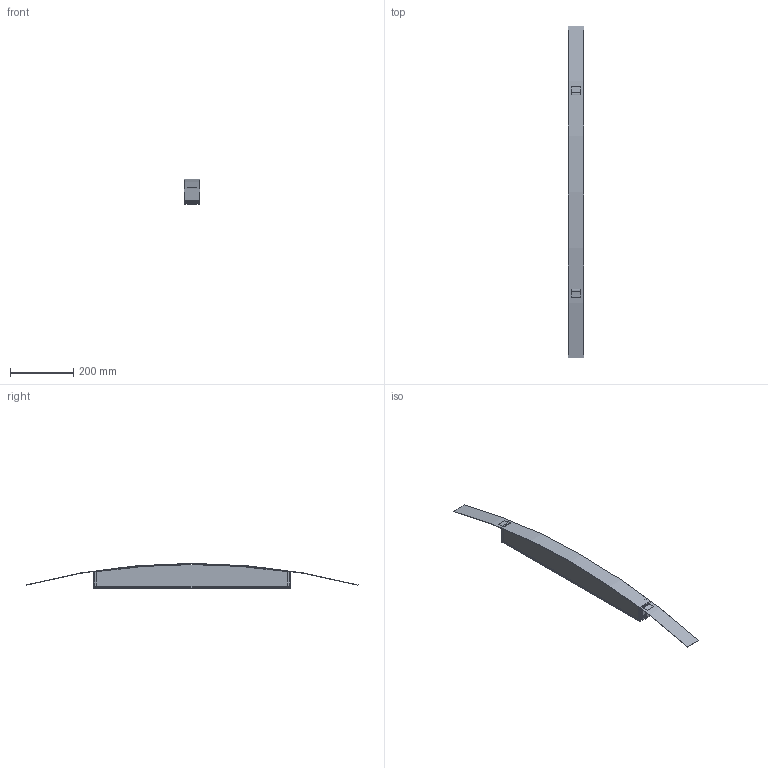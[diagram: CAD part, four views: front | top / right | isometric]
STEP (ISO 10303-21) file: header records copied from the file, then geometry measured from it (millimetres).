
FILE_DESCRIPTION(/* description */ (''),/* implementation_level */ '2;1');
FILE_NAME(/* name */ 'F540655xxxxxNE.stp',/* time_stamp */ '2020-01-16T13:56:50+01:00',/* author */ ('sghezzi'),/* organization */ (''),/* preprocessor_version */ 'ST-DEVELOPER v17.2',/* originating_system */ 'Autodesk Inventor 2019',/* authorisation */ '');
FILE_SCHEMA (('AUTOMOTIVE_DESIGN { 1 0 10303 214 3 1 1 }'));
Length unit declared in the file: millimetre
Products named in the file (7): Riga_5406.1_Assieme; 007539217_Staffa riga 5392.1; 006521414_staffa per schermo di prot 5214; parte piccola U allargata; buttare; 002539201_Vetro diffusore Riga_5392_5406; 007539218_Fascia AXL Riga 5392.1
Assembly tree (9 placements, depth 2):
  Riga_5406.1_Assieme
    007539217_Staffa riga 5392.1
    006521414_staffa per schermo di prot 5214  x2
    parte piccola U allargata  x2
    buttare
    002539201_Vetro diffusore Riga_5392_5406  x2
    007539218_Fascia AXL Riga 5392.1
Bounding box: 50 x 1050 x 79.85 mm (x, y, z)
Volume: 529785.6 mm3; surface area: 443149.4 mm2
Topology: 11 solids, 11 shells, 247 faces, 659 edges, 438 vertices
Faces by surface type: plane 165, cylinder 78, cone 4
Full cylindrical faces by diameter (mm): 3 x7, 4 x9, 5 x1, 6 x8, 7 x4, 8 x4, 16 x1
Entity records: 7198 total; most frequent: CARTESIAN_POINT 1234, DIRECTION 1191, ORIENTED_EDGE 1158, EDGE_CURVE 579, LINE 417, VECTOR 417, VERTEX_POINT 390, AXIS2_PLACEMENT_3D 387
